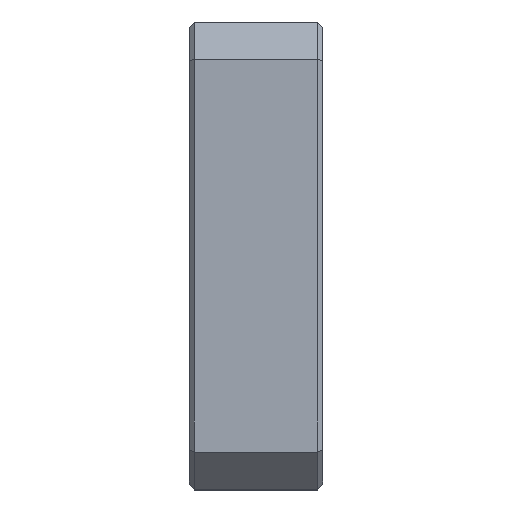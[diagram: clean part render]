
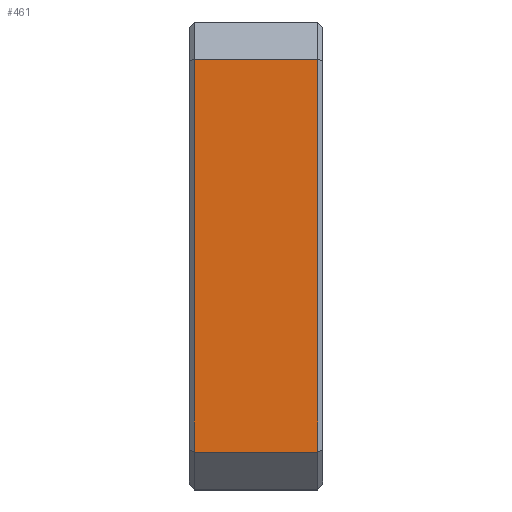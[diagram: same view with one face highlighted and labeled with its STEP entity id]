
A CAD part, top view. The second image highlights one B-rep face of the part: STEP entity #461.
In plain terms, the highlighted planar face has unit normal (0, 0, 1).
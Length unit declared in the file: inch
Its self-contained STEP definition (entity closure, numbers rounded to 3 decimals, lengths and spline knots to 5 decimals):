
#42 = LINE ( 'NONE', #492, #343 ) ;
#104 = CARTESIAN_POINT ( 'NONE',  ( 0.252, 0.37, 0.44 ) ) ;
#115 = LINE ( 'NONE', #586, #322 ) ;
#136 = CARTESIAN_POINT ( 'NONE',  ( 0.01, -0.44, 0.44 ) ) ;
#175 = LINE ( 'NONE', #104, #497 ) ;
#238 = PLANE ( 'NONE',  #239 ) ;
#239 = AXIS2_PLACEMENT_3D ( 'NONE', #979, #975, #883 ) ;
#294 = EDGE_LOOP ( 'NONE', ( #594, #867, #1093, #821 ) ) ;
#322 = VECTOR ( 'NONE', #684, 39.37008 ) ;
#343 = VECTOR ( 'NONE', #480, 39.37008 ) ;
#368 = EDGE_CURVE ( 'NONE', #1029, #1013, #115, .T. ) ;
#461 = ADVANCED_FACE ( 'NONE', ( #1023 ), #238, .F. ) ;
#480 = DIRECTION ( 'NONE',  ( 1., 0., 0. ) ) ;
#492 = CARTESIAN_POINT ( 'NONE',  ( 0.252, -0.37, 0.44 ) ) ;
#497 = VECTOR ( 'NONE', #838, 39.37008 ) ;
#586 = CARTESIAN_POINT ( 'NONE',  ( 0.242, 0.37, 0.44 ) ) ;
#594 = ORIENTED_EDGE ( 'NONE', *, *, #885, .T. ) ;
#600 = DIRECTION ( 'NONE',  ( 0., -1., 0. ) ) ;
#684 = DIRECTION ( 'NONE',  ( 0., 1., 0. ) ) ;
#696 = VERTEX_POINT ( 'NONE', #749 ) ;
#699 = EDGE_CURVE ( 'NONE', #1013, #696, #175, .T. ) ;
#730 = VERTEX_POINT ( 'NONE', #924 ) ;
#749 = CARTESIAN_POINT ( 'NONE',  ( 0.01, 0.37, 0.44 ) ) ;
#782 = CARTESIAN_POINT ( 'NONE',  ( 0.242, 0.37, 0.44 ) ) ;
#797 = VECTOR ( 'NONE', #600, 39.37008 ) ;
#821 = ORIENTED_EDGE ( 'NONE', *, *, #1032, .T. ) ;
#838 = DIRECTION ( 'NONE',  ( -1., 0., 0. ) ) ;
#867 = ORIENTED_EDGE ( 'NONE', *, *, #368, .T. ) ;
#883 = DIRECTION ( 'NONE',  ( 0., 1., 0. ) ) ;
#885 = EDGE_CURVE ( 'NONE', #730, #1029, #42, .T. ) ;
#924 = CARTESIAN_POINT ( 'NONE',  ( 0.01, -0.37, 0.44 ) ) ;
#973 = CARTESIAN_POINT ( 'NONE',  ( 0.242, -0.37, 0.44 ) ) ;
#975 = DIRECTION ( 'NONE',  ( 0., 0., -1. ) ) ;
#976 = LINE ( 'NONE', #136, #797 ) ;
#979 = CARTESIAN_POINT ( 'NONE',  ( 0.252, -0.44, 0.44 ) ) ;
#1013 = VERTEX_POINT ( 'NONE', #782 ) ;
#1023 = FACE_OUTER_BOUND ( 'NONE', #294, .T. ) ;
#1029 = VERTEX_POINT ( 'NONE', #973 ) ;
#1032 = EDGE_CURVE ( 'NONE', #696, #730, #976, .T. ) ;
#1093 = ORIENTED_EDGE ( 'NONE', *, *, #699, .T. ) ;
